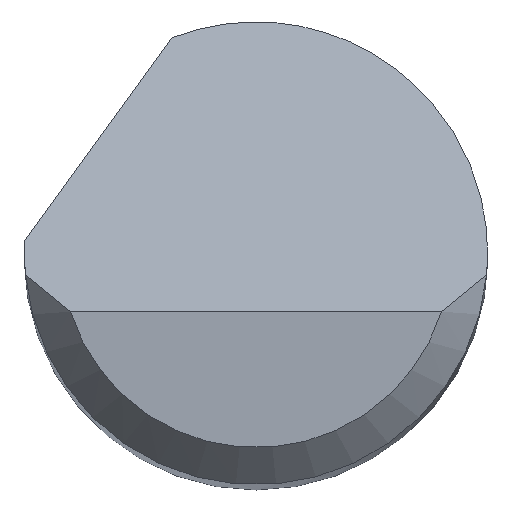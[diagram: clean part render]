
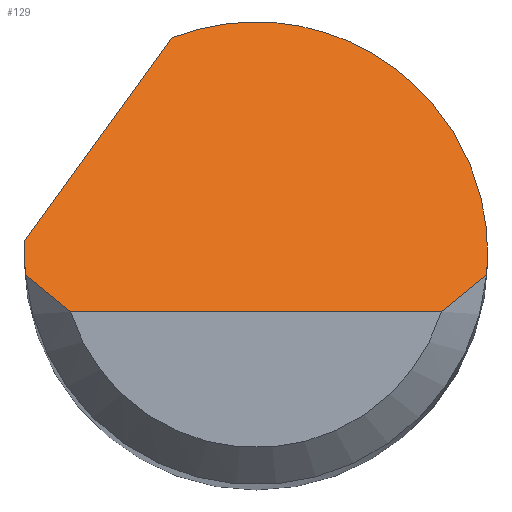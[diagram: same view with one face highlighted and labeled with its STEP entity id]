
A CAD part, top view. The second image highlights one B-rep face of the part: STEP entity #129.
In plain terms, the highlighted planar face has unit normal (0, 0.707, 0.707).
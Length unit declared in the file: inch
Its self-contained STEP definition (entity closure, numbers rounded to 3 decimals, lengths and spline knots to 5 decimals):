
#14 = ORIENTED_EDGE ( 'NONE', *, *, #595, .F. ) ;
#19 = CARTESIAN_POINT ( 'NONE',  ( -0.09361, -0.00584, 1.48209 ) ) ;
#36 = EDGE_CURVE ( 'NONE', #453, #624, #203, .T. ) ;
#49 = CARTESIAN_POINT ( 'NONE',  ( -0.09334, -0.00875, 1.485 ) ) ;
#54 = CARTESIAN_POINT ( 'NONE',  ( 0.09375, -0.00292, 1.47917 ) ) ;
#61 = CARTESIAN_POINT ( 'NONE',  ( 0.09375, 0.07266, 1.40359 ) ) ;
#74 = CARTESIAN_POINT ( 'NONE',  ( 0.07508, -0.02375, 1.5 ) ) ;
#107 = CARTESIAN_POINT ( 'NONE',  ( -0.11014, -0.01781, 1.49406 ) ) ;
#109 = AXIS2_PLACEMENT_3D ( 'NONE', #377, #546, #382 ) ;
#129 = ADVANCED_FACE ( 'NONE', ( #322 ), #216, .F. ) ;
#132 = CARTESIAN_POINT ( 'NONE',  ( -0.09375, 0., 1.47625 ) ) ;
#146 = CARTESIAN_POINT ( 'NONE',  ( 0.07508, -0.02375, 1.5 ) ) ;
#148 = CARTESIAN_POINT ( 'NONE',  ( -0.07508, -0.02375, 1.5 ) ) ;
#164 = CARTESIAN_POINT ( 'NONE',  ( -0.03394, 0.08739, 1.38886 ) ) ;
#176 = CARTESIAN_POINT ( 'NONE',  ( 0.09375, 0., 1.47625 ) ) ;
#177 = ORIENTED_EDGE ( 'NONE', *, *, #296, .T. ) ;
#182 = ORIENTED_EDGE ( 'NONE', *, *, #543, .T. ) ;
#190 = VERTEX_POINT ( 'NONE', #618 ) ;
#196 = CARTESIAN_POINT ( 'NONE',  ( 0.08157, -0.019, 1.49525 ) ) ;
#203 =( BOUNDED_CURVE ( )  B_SPLINE_CURVE ( 3, ( #641, #470, #369, #477 ),
 .UNSPECIFIED., .F., .T. ) 
 B_SPLINE_CURVE_WITH_KNOTS ( ( 4, 4 ),
 ( 4.71239, 4.76575 ),
 .UNSPECIFIED. ) 
 CURVE ( )  GEOMETRIC_REPRESENTATION_ITEM ( )  RATIONAL_B_SPLINE_CURVE ( ( 1., 1., 1., 1. ) ) 
 REPRESENTATION_ITEM ( '' )  );
#212 = EDGE_LOOP ( 'NONE', ( #671, #177, #14, #316, #215, #312, #417, #182 ) ) ;
#215 = ORIENTED_EDGE ( 'NONE', *, *, #254, .F. ) ;
#216 = PLANE ( 'NONE',  #109 ) ;
#226 = CARTESIAN_POINT ( 'NONE',  ( 0.09361, -0.00584, 1.48209 ) ) ;
#228 = CARTESIAN_POINT ( 'NONE',  ( -0.09362, 0.005, 1.47125 ) ) ;
#246 = CARTESIAN_POINT ( 'NONE',  ( -0.09375, -0.00292, 1.47917 ) ) ;
#254 = EDGE_CURVE ( 'NONE', #624, #532, #604, .T. ) ;
#264 = EDGE_CURVE ( 'NONE', #539, #436, #664, .T. ) ;
#276 = CARTESIAN_POINT ( 'NONE',  ( -0.03394, 0.08739, 1.38886 ) ) ;
#281 =( BOUNDED_CURVE ( )  B_SPLINE_CURVE ( 3, ( #402, #19, #246, #132 ),
 .UNSPECIFIED., .F., .T. ) 
 B_SPLINE_CURVE_WITH_KNOTS ( ( 4, 4 ),
 ( 4.61892, 4.71239 ),
 .UNSPECIFIED. ) 
 CURVE ( )  GEOMETRIC_REPRESENTATION_ITEM ( )  RATIONAL_B_SPLINE_CURVE ( ( 1., 0.999, 0.999, 1. ) ) 
 REPRESENTATION_ITEM ( '' )  );
#290 =( BOUNDED_CURVE ( )  B_SPLINE_CURVE ( 3, ( #615, #54, #226, #617 ),
 .UNSPECIFIED., .F., .F. ) 
 B_SPLINE_CURVE_WITH_KNOTS ( ( 4, 4 ),
 ( 1.5708, 1.66427 ),
 .UNSPECIFIED. ) 
 CURVE ( )  GEOMETRIC_REPRESENTATION_ITEM ( )  RATIONAL_B_SPLINE_CURVE ( ( 1., 0.999, 0.999, 1. ) ) 
 REPRESENTATION_ITEM ( '' )  );
#296 = EDGE_CURVE ( 'NONE', #436, #190, #435, .T. ) ;
#306 = CARTESIAN_POINT ( 'NONE',  ( 0.09334, -0.00875, 1.485 ) ) ;
#312 = ORIENTED_EDGE ( 'NONE', *, *, #36, .F. ) ;
#316 = ORIENTED_EDGE ( 'NONE', *, *, #597, .F. ) ;
#320 = CARTESIAN_POINT ( 'NONE',  ( -0.09375, 0., 1.47625 ) ) ;
#322 = FACE_OUTER_BOUND ( 'NONE', #212, .T. ) ;
#328 = DIRECTION ( 'NONE',  ( 0.456, 0.629, -0.629 ) ) ;
#332 = EDGE_CURVE ( 'NONE', #497, #453, #281, .T. ) ;
#333 = CARTESIAN_POINT ( 'NONE',  ( 0.03379, 0.11369, 1.36256 ) ) ;
#351 = VECTOR ( 'NONE', #609, 39.37008 ) ;
#369 = CARTESIAN_POINT ( 'NONE',  ( -0.09371, 0.00333, 1.47292 ) ) ;
#374 = CARTESIAN_POINT ( 'NONE',  ( -0.07508, -0.02375, 1.5 ) ) ;
#377 = CARTESIAN_POINT ( 'NONE',  ( -0.09375, -0.02375, 1.5 ) ) ;
#378 = CARTESIAN_POINT ( 'NONE',  ( -0.09334, -0.00875, 1.485 ) ) ;
#382 = DIRECTION ( 'NONE',  ( 0., 0.707, -0.707 ) ) ;
#384 = CARTESIAN_POINT ( 'NONE',  ( 0., -0.02375, 1.5 ) ) ;
#400 = B_SPLINE_CURVE_WITH_KNOTS ( 'NONE', 3,
 ( #378, #659, #423, #148 ),
 .UNSPECIFIED., .F., .F.,
 ( 4, 4 ),
 ( 0., 0.00071 ),
 .UNSPECIFIED. ) ;
#402 = CARTESIAN_POINT ( 'NONE',  ( -0.09334, -0.00875, 1.485 ) ) ;
#417 = ORIENTED_EDGE ( 'NONE', *, *, #332, .F. ) ;
#423 = CARTESIAN_POINT ( 'NONE',  ( -0.08157, -0.019, 1.49525 ) ) ;
#435 = B_SPLINE_CURVE_WITH_KNOTS ( 'NONE', 3,
 ( #146, #196, #642, #306 ),
 .UNSPECIFIED., .F., .F.,
 ( 4, 4 ),
 ( 0., 0.00071 ),
 .UNSPECIFIED. ) ;
#436 = VERTEX_POINT ( 'NONE', #74 ) ;
#453 = VERTEX_POINT ( 'NONE', #320 ) ;
#470 = CARTESIAN_POINT ( 'NONE',  ( -0.09375, 0.00167, 1.47458 ) ) ;
#477 = CARTESIAN_POINT ( 'NONE',  ( -0.09362, 0.005, 1.47125 ) ) ;
#497 = VERTEX_POINT ( 'NONE', #49 ) ;
#532 = VERTEX_POINT ( 'NONE', #164 ) ;
#534 = CARTESIAN_POINT ( 'NONE',  ( 0.09375, 0., 1.47625 ) ) ;
#539 = VERTEX_POINT ( 'NONE', #374 ) ;
#543 = EDGE_CURVE ( 'NONE', #497, #539, #400, .T. ) ;
#544 = VERTEX_POINT ( 'NONE', #534 ) ;
#546 = DIRECTION ( 'NONE',  ( 0., -0.707, -0.707 ) ) ;
#595 = EDGE_CURVE ( 'NONE', #544, #190, #290, .T. ) ;
#597 = EDGE_CURVE ( 'NONE', #532, #544, #688, .T. ) ;
#604 = LINE ( 'NONE', #107, #607 ) ;
#607 = VECTOR ( 'NONE', #328, 39.37008 ) ;
#609 = DIRECTION ( 'NONE',  ( 1., 0., 0. ) ) ;
#615 = CARTESIAN_POINT ( 'NONE',  ( 0.09375, 0., 1.47625 ) ) ;
#617 = CARTESIAN_POINT ( 'NONE',  ( 0.09334, -0.00875, 1.485 ) ) ;
#618 = CARTESIAN_POINT ( 'NONE',  ( 0.09334, -0.00875, 1.485 ) ) ;
#624 = VERTEX_POINT ( 'NONE', #228 ) ;
#641 = CARTESIAN_POINT ( 'NONE',  ( -0.09375, 0., 1.47625 ) ) ;
#642 = CARTESIAN_POINT ( 'NONE',  ( 0.08761, -0.01397, 1.49022 ) ) ;
#659 = CARTESIAN_POINT ( 'NONE',  ( -0.08761, -0.01397, 1.49022 ) ) ;
#664 = LINE ( 'NONE', #384, #351 ) ;
#671 = ORIENTED_EDGE ( 'NONE', *, *, #264, .T. ) ;
#688 =( BOUNDED_CURVE ( )  B_SPLINE_CURVE ( 3, ( #276, #333, #61, #176 ),
 .UNSPECIFIED., .F., .F. ) 
 B_SPLINE_CURVE_WITH_KNOTS ( ( 4, 4 ),
 ( 5.91277, 7.85398 ),
 .UNSPECIFIED. ) 
 CURVE ( )  GEOMETRIC_REPRESENTATION_ITEM ( )  RATIONAL_B_SPLINE_CURVE ( ( 1., 0.71, 0.71, 1. ) ) 
 REPRESENTATION_ITEM ( '' )  );
